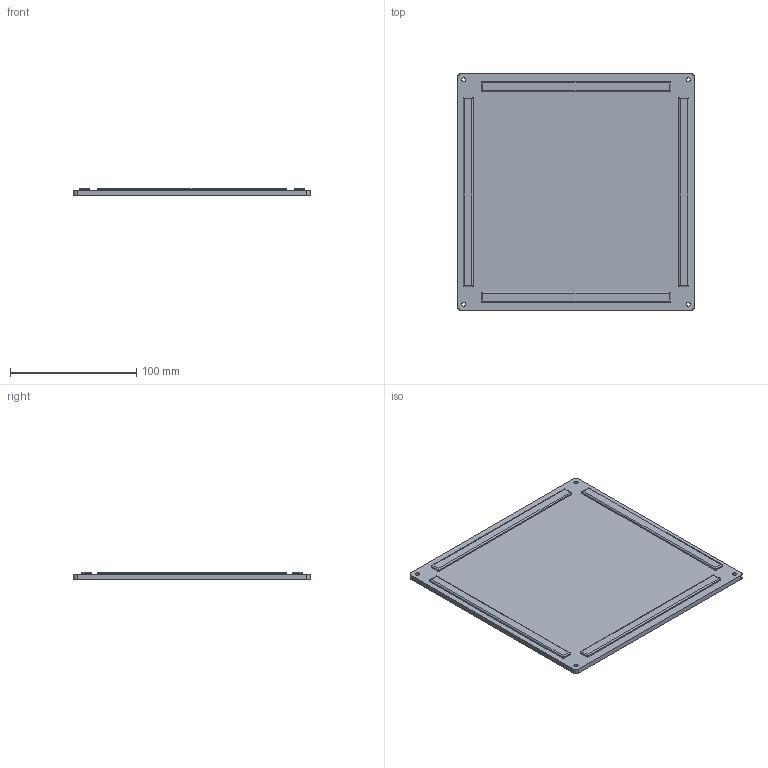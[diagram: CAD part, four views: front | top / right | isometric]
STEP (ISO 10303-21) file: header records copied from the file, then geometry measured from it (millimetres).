
FILE_DESCRIPTION(('FreeCAD Model'),'2;1');
FILE_NAME('Open CASCADE Shape Model','2025-06-22T16:46:45',('Author'),( ''),'Open CASCADE STEP processor 7.7','FreeCAD','Unknown');
FILE_SCHEMA(('AUTOMOTIVE_DESIGN { 1 0 10303 214 1 1 1 1 }'));
Length unit declared in the file: millimetre
Products named in the file (1): Body
Bounding box: 188 x 188 x 6 mm (x, y, z)
Volume: 150542.6 mm3; surface area: 75740.2 mm2
Topology: 1 solids, 1 shells, 50 faces, 116 edges, 72 vertices
Faces by surface type: plane 26, cylinder 24
Full cylindrical faces by diameter (mm): 3.25 x4
Entity records: 1442 total; most frequent: DIRECTION 250, CARTESIAN_POINT 239, ORIENTED_EDGE 232, EDGE_CURVE 116, LINE 84, VECTOR 84, AXIS2_PLACEMENT_3D 83, VERTEX_POINT 72
